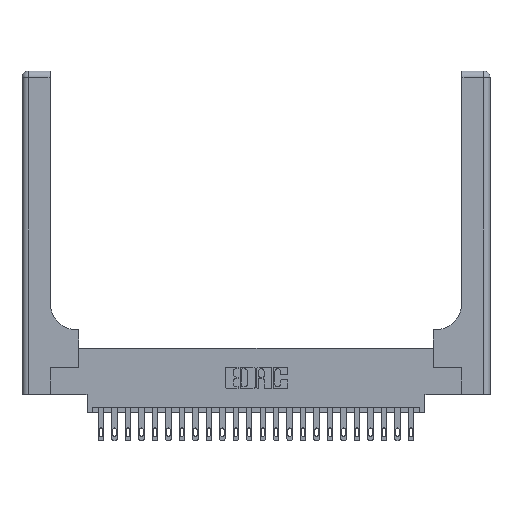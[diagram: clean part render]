
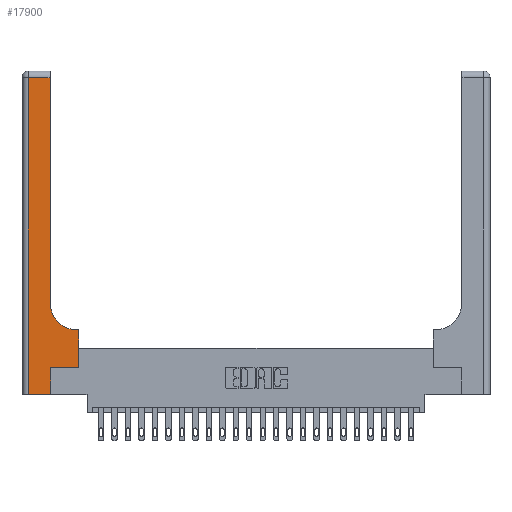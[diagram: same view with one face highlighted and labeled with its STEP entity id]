
A CAD part, top view. The second image highlights one B-rep face of the part: STEP entity #17900.
In plain terms, the highlighted planar face has unit normal (0, 0, 1).
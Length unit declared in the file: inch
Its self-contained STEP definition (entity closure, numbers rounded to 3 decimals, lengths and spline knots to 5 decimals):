
#151 = DIRECTION ( 'NONE',  ( 0., 0., -1. ) ) ;
#468 = VECTOR ( 'NONE', #22033, 39.37008 ) ;
#477 = CARTESIAN_POINT ( 'NONE',  ( 0.265, 0., 0.37 ) ) ;
#512 = VECTOR ( 'NONE', #18350, 39.37008 ) ;
#1060 = ORIENTED_EDGE ( 'NONE', *, *, #23756, .T. ) ;
#1173 = CARTESIAN_POINT ( 'NONE',  ( 0.26, 0.6, 0.37 ) ) ;
#1253 = CARTESIAN_POINT ( 'NONE',  ( 0.06, 3., 0.37 ) ) ;
#1485 = VERTEX_POINT ( 'NONE', #2404 ) ;
#1652 = LINE ( 'NONE', #1173, #512 ) ;
#2313 = EDGE_CURVE ( 'NONE', #13851, #15481, #7895, .T. ) ;
#2349 = DIRECTION ( 'NONE',  ( -1., 0., 0. ) ) ;
#2398 = ORIENTED_EDGE ( 'NONE', *, *, #22008, .T. ) ;
#2404 = CARTESIAN_POINT ( 'NONE',  ( 0.51, 0.6, 0.37 ) ) ;
#2514 = CARTESIAN_POINT ( 'NONE',  ( 0.26, 0.85, 0.37 ) ) ;
#2778 = CARTESIAN_POINT ( 'NONE',  ( 0.265, 0.25, 0.37 ) ) ;
#3052 = VECTOR ( 'NONE', #19743, 39.37008 ) ;
#3118 = VECTOR ( 'NONE', #6154, 39.37008 ) ;
#3136 = CARTESIAN_POINT ( 'NONE',  ( 0., 0., 0.37 ) ) ;
#4263 = ORIENTED_EDGE ( 'NONE', *, *, #2313, .T. ) ;
#4297 = EDGE_CURVE ( 'NONE', #17772, #18560, #11291, .T. ) ;
#4799 = VECTOR ( 'NONE', #2349, 39.37008 ) ;
#4905 = EDGE_LOOP ( 'NONE', ( #1060, #4263, #2398, #16956, #20359, #17260, #13067, #15461, #18583 ) ) ;
#5070 = CARTESIAN_POINT ( 'NONE',  ( 0.06, 0., 0.37 ) ) ;
#5609 = EDGE_CURVE ( 'NONE', #7874, #9719, #7897, .T. ) ;
#5790 = VECTOR ( 'NONE', #7930, 39.37008 ) ;
#6154 = DIRECTION ( 'NONE',  ( 1., 0., 0. ) ) ;
#7313 = DIRECTION ( 'NONE',  ( -1., 0., 0. ) ) ;
#7326 = VECTOR ( 'NONE', #21583, 39.37008 ) ;
#7364 = DIRECTION ( 'NONE',  ( 1., 0., 0. ) ) ;
#7397 = CIRCLE ( 'NONE', #10461, 0.25 ) ;
#7580 = CARTESIAN_POINT ( 'NONE',  ( 0.26, 3., 0.37 ) ) ;
#7838 = EDGE_CURVE ( 'NONE', #1485, #22736, #7397, .T. ) ;
#7874 = VERTEX_POINT ( 'NONE', #18526 ) ;
#7895 = LINE ( 'NONE', #16672, #4799 ) ;
#7897 = LINE ( 'NONE', #9815, #18458 ) ;
#7930 = DIRECTION ( 'NONE',  ( 0., 1., 0. ) ) ;
#8333 = AXIS2_PLACEMENT_3D ( 'NONE', #16448, #22234, #7313 ) ;
#8626 = CARTESIAN_POINT ( 'NONE',  ( 0.26, 2.94, 0.37 ) ) ;
#8761 = EDGE_CURVE ( 'NONE', #9719, #1485, #1652, .T. ) ;
#8836 = CARTESIAN_POINT ( 'NONE',  ( 0.265, 0.25, 0.37 ) ) ;
#8920 = LINE ( 'NONE', #3136, #3052 ) ;
#9167 = CARTESIAN_POINT ( 'NONE',  ( 0.51, 0.85, 0.37 ) ) ;
#9607 = CARTESIAN_POINT ( 'NONE',  ( 0.528, 0.6, 0.37 ) ) ;
#9719 = VERTEX_POINT ( 'NONE', #9607 ) ;
#9815 = CARTESIAN_POINT ( 'NONE',  ( 0.528, 0.25, 0.37 ) ) ;
#10448 = CARTESIAN_POINT ( 'NONE',  ( 0.265, 0., 0.37 ) ) ;
#10461 = AXIS2_PLACEMENT_3D ( 'NONE', #9167, #151, #7364 ) ;
#11291 = LINE ( 'NONE', #477, #5790 ) ;
#12473 = EDGE_CURVE ( 'NONE', #12879, #17772, #8920, .T. ) ;
#12879 = VERTEX_POINT ( 'NONE', #5070 ) ;
#13067 = ORIENTED_EDGE ( 'NONE', *, *, #5609, .T. ) ;
#13851 = VERTEX_POINT ( 'NONE', #8626 ) ;
#14578 = LINE ( 'NONE', #1253, #7326 ) ;
#15153 = LINE ( 'NONE', #7580, #468 ) ;
#15461 = ORIENTED_EDGE ( 'NONE', *, *, #8761, .T. ) ;
#15481 = VERTEX_POINT ( 'NONE', #17019 ) ;
#16335 = PLANE ( 'NONE',  #8333 ) ;
#16448 = CARTESIAN_POINT ( 'NONE',  ( 0., 3., 0.37 ) ) ;
#16672 = CARTESIAN_POINT ( 'NONE',  ( 0., 2.94, 0.37 ) ) ;
#16956 = ORIENTED_EDGE ( 'NONE', *, *, #12473, .T. ) ;
#17019 = CARTESIAN_POINT ( 'NONE',  ( 0.06, 2.94, 0.37 ) ) ;
#17143 = DIRECTION ( 'NONE',  ( 0., 1., 0. ) ) ;
#17260 = ORIENTED_EDGE ( 'NONE', *, *, #22313, .T. ) ;
#17772 = VERTEX_POINT ( 'NONE', #10448 ) ;
#17900 = ADVANCED_FACE ( 'NONE', ( #22115 ), #16335, .F. ) ;
#18350 = DIRECTION ( 'NONE',  ( -1., 0., 0. ) ) ;
#18458 = VECTOR ( 'NONE', #17143, 39.37008 ) ;
#18526 = CARTESIAN_POINT ( 'NONE',  ( 0.528, 0.25, 0.37 ) ) ;
#18560 = VERTEX_POINT ( 'NONE', #8836 ) ;
#18583 = ORIENTED_EDGE ( 'NONE', *, *, #7838, .T. ) ;
#19260 = LINE ( 'NONE', #2778, #3118 ) ;
#19743 = DIRECTION ( 'NONE',  ( 1., 0., 0. ) ) ;
#20359 = ORIENTED_EDGE ( 'NONE', *, *, #4297, .T. ) ;
#21583 = DIRECTION ( 'NONE',  ( 0., -1., 0. ) ) ;
#22008 = EDGE_CURVE ( 'NONE', #15481, #12879, #14578, .T. ) ;
#22033 = DIRECTION ( 'NONE',  ( 0., 1., 0. ) ) ;
#22115 = FACE_OUTER_BOUND ( 'NONE', #4905, .T. ) ;
#22234 = DIRECTION ( 'NONE',  ( 0., 0., -1. ) ) ;
#22313 = EDGE_CURVE ( 'NONE', #18560, #7874, #19260, .T. ) ;
#22736 = VERTEX_POINT ( 'NONE', #2514 ) ;
#23756 = EDGE_CURVE ( 'NONE', #22736, #13851, #15153, .T. ) ;
